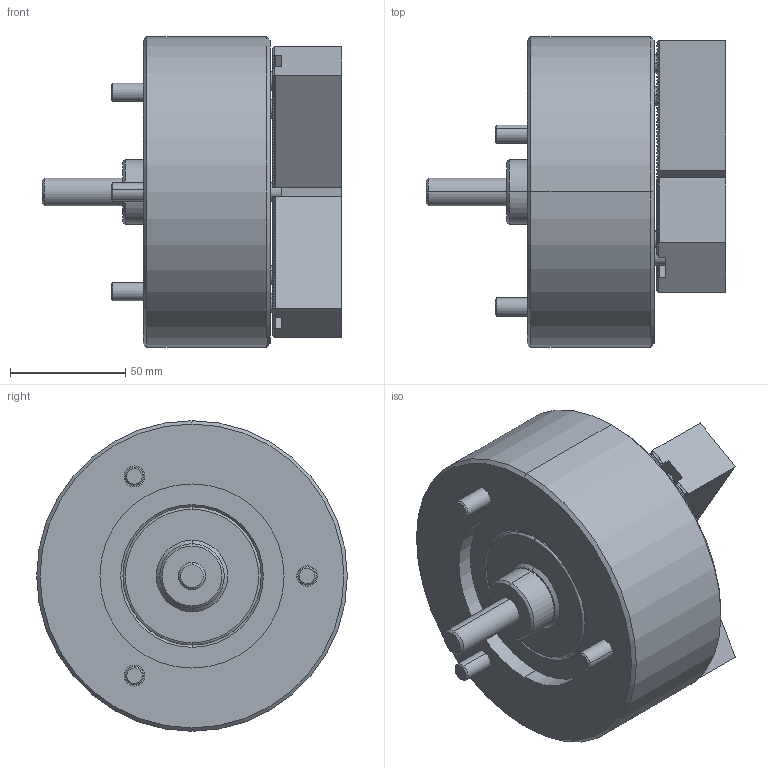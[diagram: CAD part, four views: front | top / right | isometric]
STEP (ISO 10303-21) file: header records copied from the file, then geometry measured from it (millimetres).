
FILE_DESCRIPTION (( 'STEP AP203' ), '1' );
FILE_NAME ('3M-05 外觀參考.STEP', '2016-07-11T08:09:24', ( 'temp' ), ( '' ), 'SwSTEP 2.0', 'SolidWorks 2016', '' );
FILE_SCHEMA (( 'CONFIG_CONTROL_DESIGN' ));
Length unit declared in the file: metre
Products named in the file (10): M8x60; 3M-05 外觀參考; 3M-05本體; 3P-05連接管螺帽; 3M-05中仁; 3M-05防塵蓋; 3P-05連接管螺栓; M4x12平頭; SJ-05; M8x25
Assembly tree (20 placements, depth 2):
  3M-05 外觀參考
    3M-05本體
    3M-05中仁
    3P-05連接管螺栓
    3P-05連接管螺帽
    3M-05防塵蓋
    M4x12平頭  x3
    SJ-05  x3
    M8x25  x6
    M8x60  x3
Bounding box: 130.2 x 135 x 135 mm (x, y, z)
Volume: 834966.8 mm3; surface area: 137216.9 mm2
Topology: 20 solids, 20 shells, 1482 faces, 4090 edges, 2662 vertices
Faces by surface type: plane 988, cylinder 386, cone 100, torus 8
Entity records: 18616 total; most frequent: CARTESIAN_POINT 3533, ORIENTED_EDGE 2980, DIRECTION 2730, EDGE_CURVE 1490, VECTOR 1082, LINE 1082, VERTEX_POINT 971, AXIS2_PLACEMENT_3D 824
